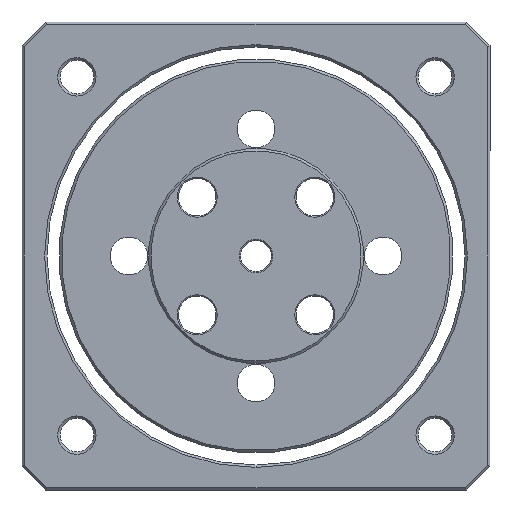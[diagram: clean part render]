
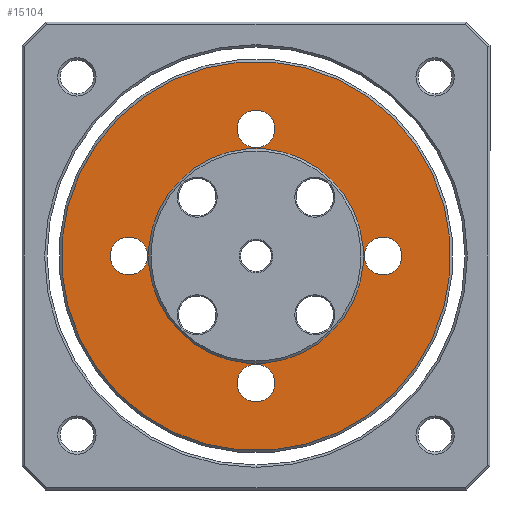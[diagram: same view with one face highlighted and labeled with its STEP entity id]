
A CAD part, front view. The second image highlights one B-rep face of the part: STEP entity #15104.
In plain terms, the highlighted planar face has unit normal (0, -1, 0).
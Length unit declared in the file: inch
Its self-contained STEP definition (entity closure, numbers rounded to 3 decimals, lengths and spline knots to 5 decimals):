
#273 = DIRECTION ( 'NONE',  ( 0.707, 0., -0.707 ) ) ;
#274 = DIRECTION ( 'NONE',  ( 0., -1., 0. ) ) ;
#275 = CARTESIAN_POINT ( 'NONE',  ( 0., 0.4, 0. ) ) ;
#2001 = CIRCLE ( 'NONE', #2048, 0.07874 ) ;
#2048 = AXIS2_PLACEMENT_3D ( 'NONE', #2845, #2843, #2842 ) ;
#2088 = AXIS2_PLACEMENT_3D ( 'NONE', #2830, #2829, #2828 ) ;
#2089 = CIRCLE ( 'NONE', #2090, 0.07874 ) ;
#2090 = AXIS2_PLACEMENT_3D ( 'NONE', #2822, #2821, #2820 ) ;
#2091 = CIRCLE ( 'NONE', #2093, 0.07874 ) ;
#2093 = AXIS2_PLACEMENT_3D ( 'NONE', #2837, #2836, #2835 ) ;
#2094 = CIRCLE ( 'NONE', #2088, 0.07874 ) ;
#2504 = CARTESIAN_POINT ( 'NONE',  ( -0.3182, 0.4, 0.3182 ) ) ;
#2530 = CARTESIAN_POINT ( 'NONE',  ( 0.3182, 0.4, -0.3182 ) ) ;
#2564 = CARTESIAN_POINT ( 'NONE',  ( 0.05568, 0.4, -0.58818 ) ) ;
#2566 = CARTESIAN_POINT ( 'NONE',  ( -0.05568, 0.4, -0.47682 ) ) ;
#2586 = CARTESIAN_POINT ( 'NONE',  ( 0.58818, 0.4, -0.05568 ) ) ;
#2587 = CARTESIAN_POINT ( 'NONE',  ( 0.47682, 0.4, 0.05568 ) ) ;
#2596 = CARTESIAN_POINT ( 'NONE',  ( 0.05568, 0.4, 0.47682 ) ) ;
#2601 = CARTESIAN_POINT ( 'NONE',  ( -0.05568, 0.4, 0.58818 ) ) ;
#2605 = CARTESIAN_POINT ( 'NONE',  ( -0.47682, 0.4, -0.05568 ) ) ;
#2612 = CARTESIAN_POINT ( 'NONE',  ( -0.58818, 0.4, 0.05568 ) ) ;
#2820 = DIRECTION ( 'NONE',  ( 0.707, 0., -0.707 ) ) ;
#2821 = DIRECTION ( 'NONE',  ( 0., -1., 0. ) ) ;
#2822 = CARTESIAN_POINT ( 'NONE',  ( -0.5325, 0.4, 0. ) ) ;
#2828 = DIRECTION ( 'NONE',  ( 0.707, 0., -0.707 ) ) ;
#2829 = DIRECTION ( 'NONE',  ( 0., -1., 0. ) ) ;
#2830 = CARTESIAN_POINT ( 'NONE',  ( 0., 0.4, 0.5325 ) ) ;
#2835 = DIRECTION ( 'NONE',  ( 0.707, 0., -0.707 ) ) ;
#2836 = DIRECTION ( 'NONE',  ( 0., -1., 0. ) ) ;
#2837 = CARTESIAN_POINT ( 'NONE',  ( 0.5325, 0.4, 0. ) ) ;
#2842 = DIRECTION ( 'NONE',  ( 0.707, 0., -0.707 ) ) ;
#2843 = DIRECTION ( 'NONE',  ( 0., -1., 0. ) ) ;
#2845 = CARTESIAN_POINT ( 'NONE',  ( 0., 0.4, -0.5325 ) ) ;
#3121 = EDGE_LOOP ( 'NONE', ( #5979, #5951 ) ) ;
#4184 = AXIS2_PLACEMENT_3D ( 'NONE', #9152, #9151, #9150 ) ;
#4698 = DIRECTION ( 'NONE',  ( 0.707, 0., -0.707 ) ) ;
#4699 = DIRECTION ( 'NONE',  ( 0., -1., 0. ) ) ;
#4700 = CARTESIAN_POINT ( 'NONE',  ( 0., 0.4, 0. ) ) ;
#5884 = ORIENTED_EDGE ( 'NONE', *, *, #10336, .T. ) ;
#5889 = ORIENTED_EDGE ( 'NONE', *, *, #10147, .F. ) ;
#5894 = ORIENTED_EDGE ( 'NONE', *, *, #10146, .F. ) ;
#5931 = ORIENTED_EDGE ( 'NONE', *, *, #10046, .F. ) ;
#5951 = ORIENTED_EDGE ( 'NONE', *, *, #10145, .F. ) ;
#5979 = ORIENTED_EDGE ( 'NONE', *, *, #10043, .F. ) ;
#5980 = ORIENTED_EDGE ( 'NONE', *, *, #10144, .F. ) ;
#5990 = ORIENTED_EDGE ( 'NONE', *, *, #10040, .F. ) ;
#5991 = ORIENTED_EDGE ( 'NONE', *, *, #10049, .F. ) ;
#5992 = ORIENTED_EDGE ( 'NONE', *, *, #10388, .T. ) ;
#6006 = ORIENTED_EDGE ( 'NONE', *, *, #10143, .F. ) ;
#6024 = ORIENTED_EDGE ( 'NONE', *, *, #15473, .F. ) ;
#6523 = EDGE_LOOP ( 'NONE', ( #5931, #5894 ) ) ;
#6538 = EDGE_LOOP ( 'NONE', ( #6024, #6006 ) ) ;
#6579 = EDGE_LOOP ( 'NONE', ( #5990, #5980 ) ) ;
#6675 = EDGE_LOOP ( 'NONE', ( #5992, #5884 ) ) ;
#6705 = EDGE_LOOP ( 'NONE', ( #5991, #5889 ) ) ;
#6855 = CIRCLE ( 'NONE', #6856, 0.815 ) ;
#6856 = AXIS2_PLACEMENT_3D ( 'NONE', #275, #274, #273 ) ;
#7755 = FACE_OUTER_BOUND ( 'NONE', #6675, .T. ) ;
#7757 = FACE_BOUND ( 'NONE', #6705, .T. ) ;
#7759 = FACE_BOUND ( 'NONE', #6523, .T. ) ;
#7762 = FACE_BOUND ( 'NONE', #3121, .T. ) ;
#7764 = FACE_BOUND ( 'NONE', #6579, .T. ) ;
#7766 = FACE_BOUND ( 'NONE', #6538, .T. ) ;
#8191 = VERTEX_POINT ( 'NONE', #13617 ) ;
#8253 = VERTEX_POINT ( 'NONE', #13633 ) ;
#8309 = VERTEX_POINT ( 'NONE', #2612 ) ;
#8310 = VERTEX_POINT ( 'NONE', #2605 ) ;
#8311 = VERTEX_POINT ( 'NONE', #2601 ) ;
#8312 = VERTEX_POINT ( 'NONE', #2596 ) ;
#8313 = VERTEX_POINT ( 'NONE', #2587 ) ;
#8314 = VERTEX_POINT ( 'NONE', #2586 ) ;
#8315 = VERTEX_POINT ( 'NONE', #2566 ) ;
#8316 = VERTEX_POINT ( 'NONE', #2564 ) ;
#8321 = VERTEX_POINT ( 'NONE', #2530 ) ;
#8322 = VERTEX_POINT ( 'NONE', #2504 ) ;
#9150 = DIRECTION ( 'NONE',  ( 0.707, 0., -0.707 ) ) ;
#9151 = DIRECTION ( 'NONE',  ( 0., -1., 0. ) ) ;
#9152 = CARTESIAN_POINT ( 'NONE',  ( 0., 0.4, 0. ) ) ;
#9154 = PLANE ( 'NONE',  #4184 ) ;
#10040 = EDGE_CURVE ( 'NONE', #8315, #8316, #2001, .T. ) ;
#10043 = EDGE_CURVE ( 'NONE', #8313, #8314, #2091, .T. ) ;
#10046 = EDGE_CURVE ( 'NONE', #8311, #8312, #2094, .T. ) ;
#10049 = EDGE_CURVE ( 'NONE', #8309, #8310, #2089, .T. ) ;
#10143 = EDGE_CURVE ( 'NONE', #8322, #8321, #17956, .T. ) ;
#10144 = EDGE_CURVE ( 'NONE', #8316, #8315, #17939, .T. ) ;
#10145 = EDGE_CURVE ( 'NONE', #8314, #8313, #17943, .T. ) ;
#10146 = EDGE_CURVE ( 'NONE', #8312, #8311, #17947, .T. ) ;
#10147 = EDGE_CURVE ( 'NONE', #8310, #8309, #17961, .T. ) ;
#10336 = EDGE_CURVE ( 'NONE', #8191, #8253, #6855, .T. ) ;
#10388 = EDGE_CURVE ( 'NONE', #8253, #8191, #16867, .T. ) ;
#11091 = CIRCLE ( 'NONE', #11096, 0.45 ) ;
#11096 = AXIS2_PLACEMENT_3D ( 'NONE', #4700, #4699, #4698 ) ;
#12364 = DIRECTION ( 'NONE',  ( 0.707, 0., -0.707 ) ) ;
#12365 = DIRECTION ( 'NONE',  ( 0., -1., 0. ) ) ;
#12366 = CARTESIAN_POINT ( 'NONE',  ( 0., 0.4, 0. ) ) ;
#13617 = CARTESIAN_POINT ( 'NONE',  ( 0.57629, 0.4, -0.57629 ) ) ;
#13633 = CARTESIAN_POINT ( 'NONE',  ( -0.57629, 0.4, 0.57629 ) ) ;
#15104 = ADVANCED_FACE ( 'NONE', ( #7755, #7757, #7759, #7762, #7764, #7766 ), #9154, .T. ) ;
#15473 = EDGE_CURVE ( 'NONE', #8321, #8322, #11091, .T. ) ;
#16867 = CIRCLE ( 'NONE', #16893, 0.815 ) ;
#16893 = AXIS2_PLACEMENT_3D ( 'NONE', #12366, #12365, #12364 ) ;
#17770 = DIRECTION ( 'NONE',  ( 0.707, 0., -0.707 ) ) ;
#17772 = DIRECTION ( 'NONE',  ( 0., -1., 0. ) ) ;
#17776 = CARTESIAN_POINT ( 'NONE',  ( -0.5325, 0.4, 0. ) ) ;
#17780 = DIRECTION ( 'NONE',  ( 0.707, 0., -0.707 ) ) ;
#17792 = DIRECTION ( 'NONE',  ( 0., -1., 0. ) ) ;
#17793 = CARTESIAN_POINT ( 'NONE',  ( 0., 0.4, 0.5325 ) ) ;
#17800 = DIRECTION ( 'NONE',  ( 0.707, 0., -0.707 ) ) ;
#17805 = DIRECTION ( 'NONE',  ( 0., -1., 0. ) ) ;
#17809 = CARTESIAN_POINT ( 'NONE',  ( 0.5325, 0.4, 0. ) ) ;
#17814 = DIRECTION ( 'NONE',  ( 0.707, 0., -0.707 ) ) ;
#17821 = DIRECTION ( 'NONE',  ( 0., -1., 0. ) ) ;
#17824 = CARTESIAN_POINT ( 'NONE',  ( 0., 0.4, -0.5325 ) ) ;
#17835 = DIRECTION ( 'NONE',  ( 0.707, 0., -0.707 ) ) ;
#17839 = DIRECTION ( 'NONE',  ( 0., -1., 0. ) ) ;
#17841 = CARTESIAN_POINT ( 'NONE',  ( 0., 0.4, 0. ) ) ;
#17939 = CIRCLE ( 'NONE', #17963, 0.07874 ) ;
#17943 = CIRCLE ( 'NONE', #17968, 0.07874 ) ;
#17947 = CIRCLE ( 'NONE', #17971, 0.07874 ) ;
#17956 = CIRCLE ( 'NONE', #17958, 0.45 ) ;
#17958 = AXIS2_PLACEMENT_3D ( 'NONE', #17841, #17839, #17835 ) ;
#17961 = CIRCLE ( 'NONE', #17975, 0.07874 ) ;
#17963 = AXIS2_PLACEMENT_3D ( 'NONE', #17824, #17821, #17814 ) ;
#17968 = AXIS2_PLACEMENT_3D ( 'NONE', #17809, #17805, #17800 ) ;
#17971 = AXIS2_PLACEMENT_3D ( 'NONE', #17793, #17792, #17780 ) ;
#17975 = AXIS2_PLACEMENT_3D ( 'NONE', #17776, #17772, #17770 ) ;
